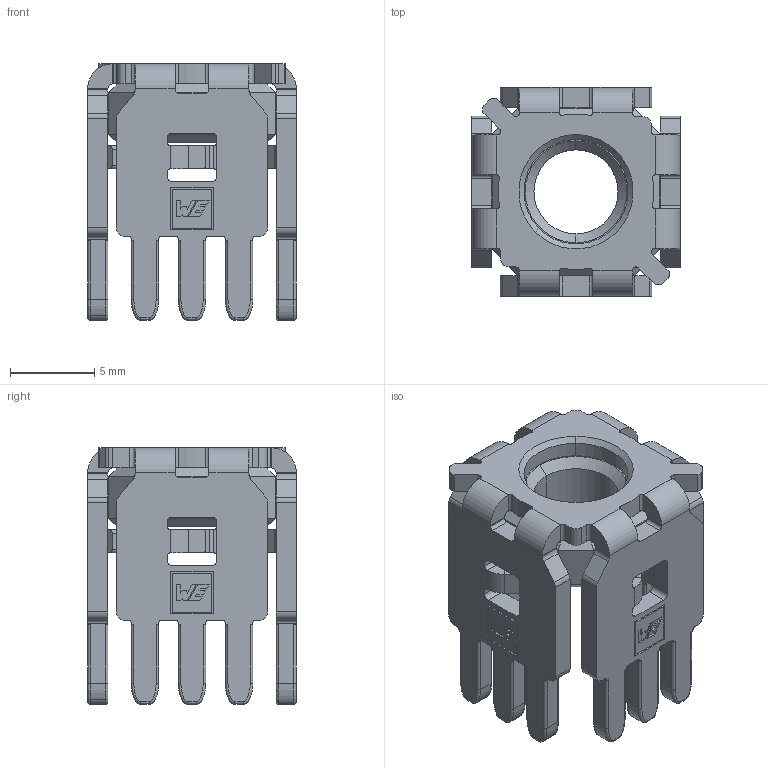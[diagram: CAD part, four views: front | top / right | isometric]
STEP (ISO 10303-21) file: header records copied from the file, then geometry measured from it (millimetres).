
FILE_DESCRIPTION (( 'STEP AP214' ), '1' );
FILE_NAME ('S900555_A04.STEP', '2022-10-11T10:10:47', ( '' ), ( '' ), 'SwSTEP 2.0', 'SolidWorks 2018', '' );
FILE_SCHEMA (( 'AUTOMOTIVE_DESIGN' ));
Length unit declared in the file: millimetre
Products named in the file (1): S900555_A04
Bounding box: 12.4 x 12.4 x 15.25 mm (x, y, z)
Volume: 797.9 mm3; surface area: 1549.3 mm2
Topology: 1 solids, 1 shells, 730 faces, 2012 edges, 1294 vertices
Faces by surface type: plane 414, cylinder 214, bspline 96, cone 6
Entity records: 37178 total; most frequent: CARTESIAN_POINT 11009, ORIENTED_EDGE 4024, DIRECTION 3492, EDGE_CURVE 2012, VECTOR 1354, LINE 1354, VERTEX_POINT 1294, AXIS2_PLACEMENT_3D 1069
